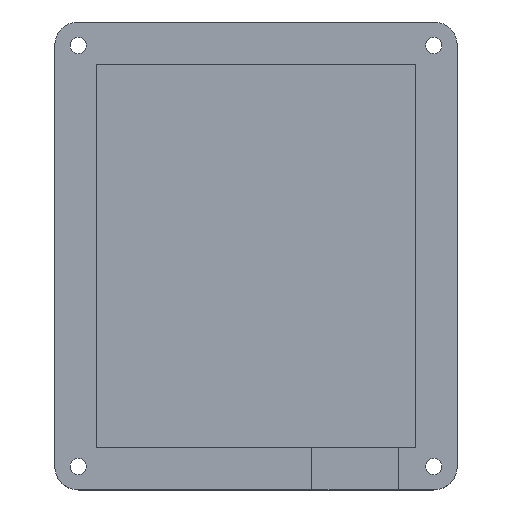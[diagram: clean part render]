
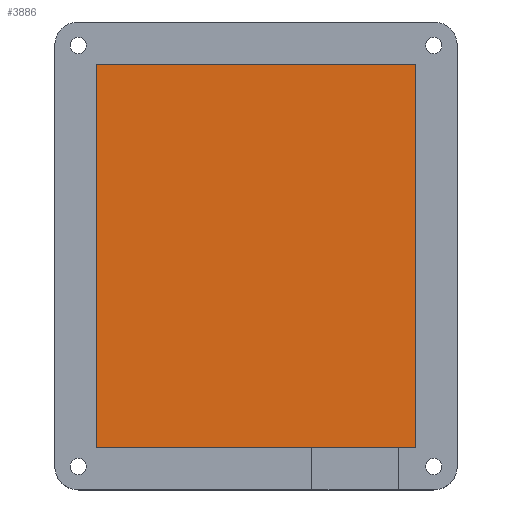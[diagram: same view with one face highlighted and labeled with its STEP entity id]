
A CAD part, top view. The second image highlights one B-rep face of the part: STEP entity #3886.
In plain terms, the highlighted planar face has unit normal (0, 0, 1).
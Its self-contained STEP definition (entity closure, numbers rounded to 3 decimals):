
#657=FACE_OUTER_BOUND('',#886,.T.);
#886=EDGE_LOOP('',(#3553,#3554,#3555,#3556));
#1190=LINE('',#7857,#1487);
#1192=LINE('',#7861,#1489);
#1193=LINE('',#7863,#1490);
#1194=LINE('',#7864,#1491);
#1487=VECTOR('',#4469,10.);
#1489=VECTOR('',#4473,10.);
#1490=VECTOR('',#4474,10.);
#1491=VECTOR('',#4475,10.);
#1876=VERTEX_POINT('',#7854);
#1877=VERTEX_POINT('',#7856);
#1878=VERTEX_POINT('',#7860);
#1879=VERTEX_POINT('',#7862);
#2444=EDGE_CURVE('',#1876,#1877,#1190,.T.);
#2446=EDGE_CURVE('',#1878,#1876,#1192,.T.);
#2447=EDGE_CURVE('',#1879,#1878,#1193,.T.);
#2448=EDGE_CURVE('',#1877,#1879,#1194,.T.);
#3553=ORIENTED_EDGE('',*,*,#2444,.F.);
#3554=ORIENTED_EDGE('',*,*,#2446,.F.);
#3555=ORIENTED_EDGE('',*,*,#2447,.F.);
#3556=ORIENTED_EDGE('',*,*,#2448,.F.);
#3684=PLANE('',#3998);
#3886=ADVANCED_FACE('',(#657),#3684,.T.);
#3998=AXIS2_PLACEMENT_3D('',#7859,#4471,#4472);
#4469=DIRECTION('',(-1.,0.,0.));
#4471=DIRECTION('center_axis',(0.,0.,1.));
#4472=DIRECTION('ref_axis',(1.,0.,0.));
#4473=DIRECTION('',(0.,-1.,0.));
#4474=DIRECTION('',(1.,0.,0.));
#4475=DIRECTION('',(0.,1.,0.));
#7854=CARTESIAN_POINT('',(23.,-27.,3.));
#7856=CARTESIAN_POINT('',(-45.,-27.,3.));
#7857=CARTESIAN_POINT('',(6.,-27.,3.));
#7859=CARTESIAN_POINT('Origin',(-11.,14.,3.));
#7860=CARTESIAN_POINT('',(23.,55.,3.));
#7861=CARTESIAN_POINT('',(23.,34.5,3.));
#7862=CARTESIAN_POINT('',(-45.,55.,3.));
#7863=CARTESIAN_POINT('',(-28.,55.,3.));
#7864=CARTESIAN_POINT('',(-45.,-6.5,3.));
